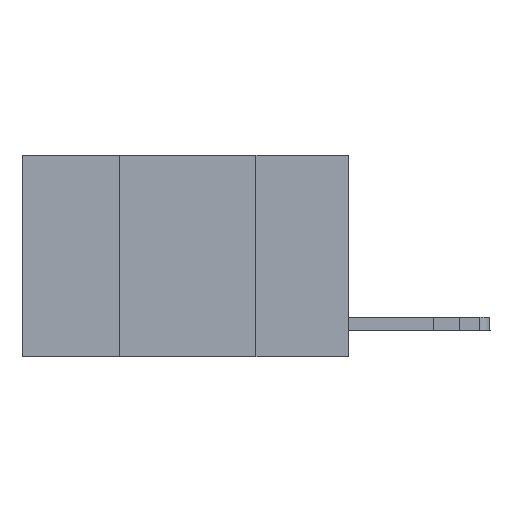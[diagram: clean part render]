
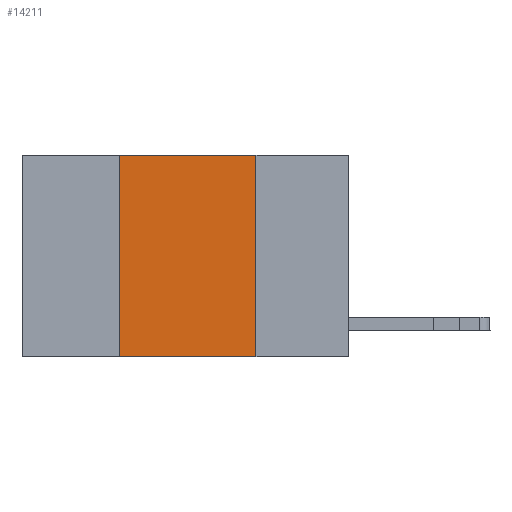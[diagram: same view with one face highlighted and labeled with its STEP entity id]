
A CAD part, left-side view. The second image highlights one B-rep face of the part: STEP entity #14211.
In plain terms, the highlighted planar face has unit normal (-1, 0, 0).
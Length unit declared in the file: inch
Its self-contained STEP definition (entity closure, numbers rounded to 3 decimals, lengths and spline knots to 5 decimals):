
#298 = CARTESIAN_POINT ( 'NONE',  ( 0., 0.42, 0. ) ) ;
#1104 = EDGE_CURVE ( 'NONE', #2242, #1565, #10151, .T. ) ;
#1561 = DIRECTION ( 'NONE',  ( 0., 0., 1. ) ) ;
#1565 = VERTEX_POINT ( 'NONE', #11534 ) ;
#2242 = VERTEX_POINT ( 'NONE', #10037 ) ;
#3439 = VECTOR ( 'NONE', #12751, 39.37008 ) ;
#4124 = VECTOR ( 'NONE', #15272, 39.37008 ) ;
#4436 = VERTEX_POINT ( 'NONE', #10763 ) ;
#4549 = PLANE ( 'NONE',  #7920 ) ;
#4675 = FACE_OUTER_BOUND ( 'NONE', #14779, .T. ) ;
#4993 = LINE ( 'NONE', #14164, #10652 ) ;
#5715 = CARTESIAN_POINT ( 'NONE',  ( 0., 0.6, 0. ) ) ;
#6669 = EDGE_CURVE ( 'NONE', #4436, #8873, #4993, .T. ) ;
#7920 = AXIS2_PLACEMENT_3D ( 'NONE', #5715, #15157, #8204 ) ;
#8204 = DIRECTION ( 'NONE',  ( 0., 0., -1. ) ) ;
#8873 = VERTEX_POINT ( 'NONE', #10126 ) ;
#9042 = EDGE_CURVE ( 'NONE', #8873, #1565, #9850, .T. ) ;
#9850 = LINE ( 'NONE', #11602, #3439 ) ;
#10037 = CARTESIAN_POINT ( 'NONE',  ( 0., 0.42, -0.37 ) ) ;
#10126 = CARTESIAN_POINT ( 'NONE',  ( 0., 0.17, 0. ) ) ;
#10151 = LINE ( 'NONE', #15021, #4124 ) ;
#10523 = EDGE_CURVE ( 'NONE', #2242, #4436, #15274, .T. ) ;
#10652 = VECTOR ( 'NONE', #15289, 39.37008 ) ;
#10705 = ORIENTED_EDGE ( 'NONE', *, *, #9042, .F. ) ;
#10763 = CARTESIAN_POINT ( 'NONE',  ( 0., 0.42, 0. ) ) ;
#10890 = ORIENTED_EDGE ( 'NONE', *, *, #6669, .F. ) ;
#11009 = ORIENTED_EDGE ( 'NONE', *, *, #10523, .F. ) ;
#11050 = ORIENTED_EDGE ( 'NONE', *, *, #1104, .T. ) ;
#11534 = CARTESIAN_POINT ( 'NONE',  ( 0., 0.17, -0.37 ) ) ;
#11541 = VECTOR ( 'NONE', #1561, 39.37008 ) ;
#11602 = CARTESIAN_POINT ( 'NONE',  ( 0., 0.17, 0. ) ) ;
#12751 = DIRECTION ( 'NONE',  ( 0., 0., -1. ) ) ;
#14164 = CARTESIAN_POINT ( 'NONE',  ( 0., 0.6, 0. ) ) ;
#14211 = ADVANCED_FACE ( 'NONE', ( #4675 ), #4549, .F. ) ;
#14779 = EDGE_LOOP ( 'NONE', ( #10705, #10890, #11009, #11050 ) ) ;
#15021 = CARTESIAN_POINT ( 'NONE',  ( 0., 0.6, -0.37 ) ) ;
#15157 = DIRECTION ( 'NONE',  ( 1., 0., 0. ) ) ;
#15272 = DIRECTION ( 'NONE',  ( 0., -1., 0. ) ) ;
#15274 = LINE ( 'NONE', #298, #11541 ) ;
#15289 = DIRECTION ( 'NONE',  ( 0., -1., 0. ) ) ;
